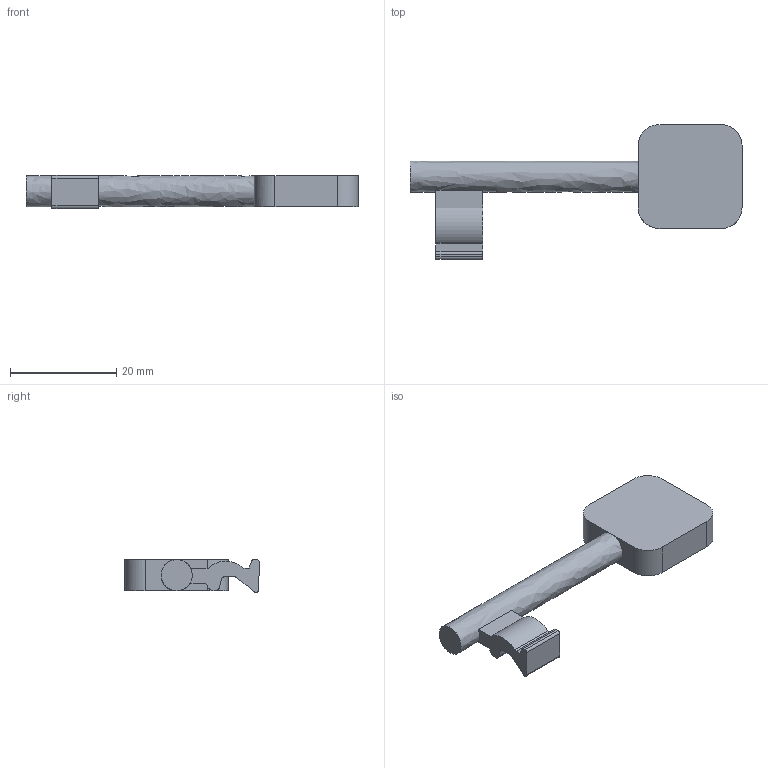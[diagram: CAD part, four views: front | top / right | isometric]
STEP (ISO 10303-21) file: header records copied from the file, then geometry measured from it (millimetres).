
FILE_DESCRIPTION(('FreeCAD Model'),'2;1');
FILE_NAME('Open CASCADE Shape Model','2025-05-03T22:10:37',('FreeCAD'),( 'FreeCAD'),'Open CASCADE STEP processor 7.6','FreeCAD','Unknown');
FILE_SCHEMA(('AUTOMOTIVE_DESIGN { 1 0 10303 214 1 1 1 1 }'));
Length unit declared in the file: millimetre
Products named in the file (1): Open CASCADE STEP translator 7.6 1
Bounding box: 62.64 x 25.39 x 6.23 mm (x, y, z)
Volume: 3752.9 mm3; surface area: 2346.5 mm2
Topology: 1 solids, 1 shells, 35 faces, 94 edges, 62 vertices
Faces by surface type: bspline 35
Entity records: 1020 total; most frequent: CARTESIAN_POINT 469, ORIENTED_EDGE 188, EDGE_CURVE 94, VERTEX_POINT 62, B_SPLINE_CURVE_WITH_KNOTS 62, FACE_BOUND 36, EDGE_LOOP 36, ADVANCED_FACE 35
